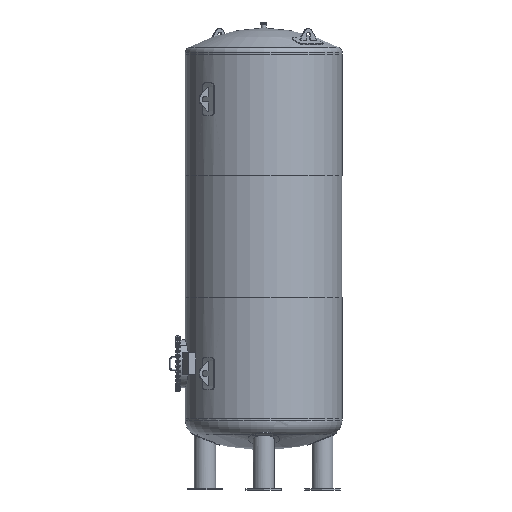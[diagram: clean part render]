
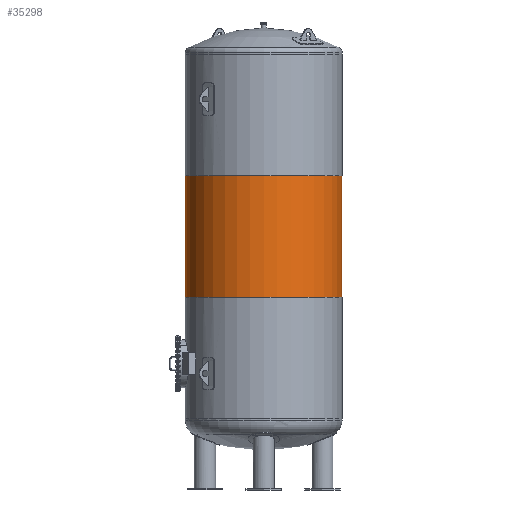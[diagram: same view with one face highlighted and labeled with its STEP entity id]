
A CAD part, left-side view. The second image highlights one B-rep face of the part: STEP entity #35298.
In plain terms, the highlighted cylindrical face has radius 1000 mm (diameter 2000 mm), a full revolution.
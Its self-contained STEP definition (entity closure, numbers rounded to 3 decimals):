
#35055=CARTESIAN_POINT('',(0.,-1000.0,3100.0));
#35056=VERTEX_POINT('',#35055);
#35087=CARTESIAN_POINT('',(0.01,-1000.,3100.0));
#35088=VERTEX_POINT('',#35087);
#35095=CARTESIAN_POINT('',(1000.,-0.01,3100.0));
#35096=VERTEX_POINT('',#35095);
#35097=CARTESIAN_POINT('',(0.,0.,3100.0));
#35098=DIRECTION('',(0.,0.,-1.0));
#35099=DIRECTION('',(1.,0.,0.));
#35100=AXIS2_PLACEMENT_3D('',#35097,#35098,#35099);
#35101=CIRCLE('',#35100,1000.);
#35102=EDGE_CURVE('',#35096,#35088,#35101,.T.);
#35104=CARTESIAN_POINT('',(1000.,0.,3100.0));
#35105=VERTEX_POINT('',#35104);
#35113=CARTESIAN_POINT('',(0.,0.,3100.0));
#35114=DIRECTION('',(0.,0.,-1.0));
#35115=DIRECTION('',(1.,0.,0.));
#35116=AXIS2_PLACEMENT_3D('',#35113,#35114,#35115);
#35117=CIRCLE('',#35116,1000.);
#35118=EDGE_CURVE('',#35056,#35105,#35117,.T.);
#35222=CARTESIAN_POINT('',(1000.,0.,1550.));
#35223=VERTEX_POINT('',#35222);
#35232=CARTESIAN_POINT('',(1000.,0.,3100.0));
#35233=DIRECTION('',(0.0,0.0,-1.0));
#35234=VECTOR('',#35233,1550.0);
#35235=LINE('',#35232,#35234);
#35236=EDGE_CURVE('',#35105,#35223,#35235,.T.);
#35248=CARTESIAN_POINT('',(0.,0.,3100.0));
#35249=DIRECTION('',(0.,0.,-1.0));
#35250=DIRECTION('',(1.,0.,0.));
#35251=AXIS2_PLACEMENT_3D('',#35248,#35249,#35250);
#35252=CYLINDRICAL_SURFACE('',#35251,1000.);
#35253=CARTESIAN_POINT('',(0.,-1000.0,1550.0));
#35254=VERTEX_POINT('',#35253);
#35255=CARTESIAN_POINT('',(0.,0.,1550.0));
#35256=DIRECTION('',(0.,0.,-1.0));
#35257=DIRECTION('',(0.,-1.,0.));
#35258=AXIS2_PLACEMENT_3D('',#35255,#35256,#35257);
#35259=CIRCLE('',#35258,1000.);
#35260=EDGE_CURVE('',#35254,#35223,#35259,.T.);
#35261=ORIENTED_EDGE('',*,*,#35260,.F.);
#35262=CARTESIAN_POINT('',(0.01,-1000.,1550.0));
#35263=VERTEX_POINT('',#35262);
#35264=CARTESIAN_POINT('',(0.,0.,1550.0));
#35265=DIRECTION('',(0.,0.,1.0));
#35266=DIRECTION('',(1.,0.,0.));
#35267=AXIS2_PLACEMENT_3D('',#35264,#35265,#35266);
#35268=CIRCLE('',#35267,1000.);
#35269=EDGE_CURVE('',#35254,#35263,#35268,.T.);
#35270=ORIENTED_EDGE('',*,*,#35269,.T.);
#35271=CARTESIAN_POINT('',(1000.,-0.01,1550.));
#35272=VERTEX_POINT('',#35271);
#35273=CARTESIAN_POINT('',(0.,0.,1550.0));
#35274=DIRECTION('',(0.,0.,-1.0));
#35275=DIRECTION('',(0.,-1.,0.));
#35276=AXIS2_PLACEMENT_3D('',#35273,#35274,#35275);
#35277=CIRCLE('',#35276,1000.);
#35278=EDGE_CURVE('',#35272,#35263,#35277,.T.);
#35279=ORIENTED_EDGE('',*,*,#35278,.F.);
#35280=CARTESIAN_POINT('',(1000.,-0.01,3100.0));
#35281=DIRECTION('',(0.0,0.0,-1.0));
#35282=VECTOR('',#35281,1550.0);
#35283=LINE('',#35280,#35282);
#35284=EDGE_CURVE('',#35096,#35272,#35283,.T.);
#35285=ORIENTED_EDGE('',*,*,#35284,.F.);
#35286=ORIENTED_EDGE('',*,*,#35102,.T.);
#35287=CARTESIAN_POINT('',(0.,0.,3100.0));
#35288=DIRECTION('',(0.,0.,-1.0));
#35289=DIRECTION('',(1.,0.,0.));
#35290=AXIS2_PLACEMENT_3D('',#35287,#35288,#35289);
#35291=CIRCLE('',#35290,1000.);
#35292=EDGE_CURVE('',#35088,#35056,#35291,.T.);
#35293=ORIENTED_EDGE('',*,*,#35292,.T.);
#35294=ORIENTED_EDGE('',*,*,#35118,.T.);
#35295=ORIENTED_EDGE('',*,*,#35236,.T.);
#35296=EDGE_LOOP('',(#35261,#35270,#35279,#35285,#35286,#35293,#35294,#35295));
#35297=FACE_OUTER_BOUND('',#35296,.T.);
#35298=ADVANCED_FACE('',(#35297),#35252,.T.);
